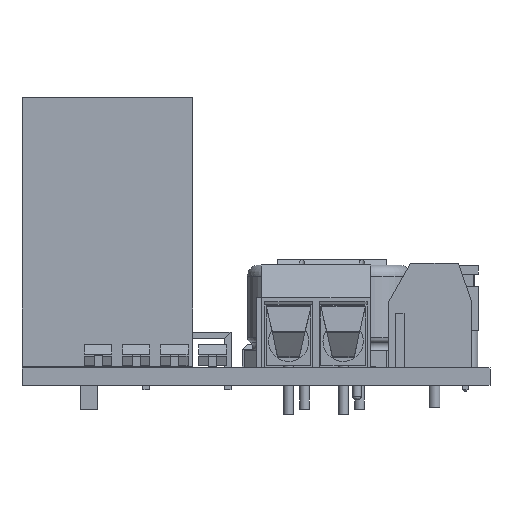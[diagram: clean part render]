
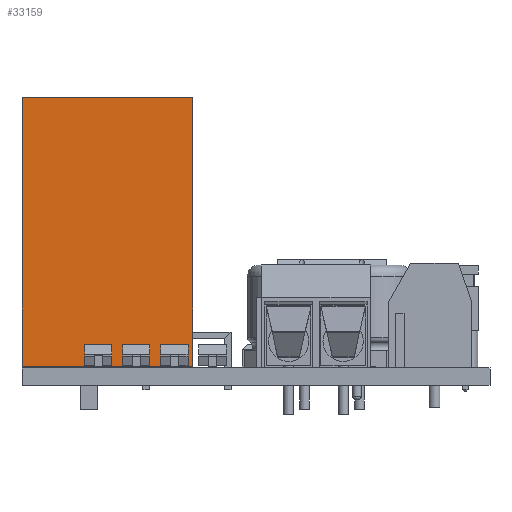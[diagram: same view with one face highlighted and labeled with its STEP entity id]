
A CAD part, front view. The second image highlights one B-rep face of the part: STEP entity #33159.
In plain terms, the highlighted face is planar.
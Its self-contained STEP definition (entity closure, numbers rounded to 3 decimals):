
#2317=FACE_OUTER_BOUND('',#4195,.T.);
#4195=EDGE_LOOP('',(#21591,#21592,#21593,#21594));
#6281=LINE('',#43914,#9873);
#6290=LINE('',#43936,#9882);
#6291=LINE('',#43937,#9883);
#6292=LINE('',#43938,#9884);
#9873=VECTOR('',#36938,24.7);
#9882=VECTOR('',#36953,24.7);
#9883=VECTOR('',#36954,15.7);
#9884=VECTOR('',#36955,15.7);
#13458=VERTEX_POINT('',#43907);
#13461=VERTEX_POINT('',#43912);
#13470=VERTEX_POINT('',#43934);
#13471=VERTEX_POINT('',#43935);
#16677=EDGE_CURVE('',#13461,#13458,#6281,.T.);
#16686=EDGE_CURVE('',#13470,#13471,#6290,.T.);
#16687=EDGE_CURVE('',#13458,#13471,#6291,.T.);
#16688=EDGE_CURVE('',#13461,#13470,#6292,.T.);
#21591=ORIENTED_EDGE('',*,*,#16686,.T.);
#21592=ORIENTED_EDGE('',*,*,#16687,.F.);
#21593=ORIENTED_EDGE('',*,*,#16677,.F.);
#21594=ORIENTED_EDGE('',*,*,#16688,.T.);
#31357=PLANE('',#35211);
#33159=ADVANCED_FACE('',(#2317),#31357,.F.);
#35211=AXIS2_PLACEMENT_3D('',#43933,#36951,#36952);
#36938=DIRECTION('',(0.,1.,0.));
#36951=DIRECTION('center_axis',(-1.,0.,0.));
#36952=DIRECTION('ref_axis',(0.,0.,1.));
#36953=DIRECTION('',(0.,1.,0.));
#36954=DIRECTION('',(0.,0.,-1.));
#36955=DIRECTION('',(0.,0.,-1.));
#43907=CARTESIAN_POINT('',(11.65,12.35,15.7));
#43912=CARTESIAN_POINT('',(11.65,-12.35,15.7));
#43914=CARTESIAN_POINT('',(11.65,-12.35,15.7));
#43933=CARTESIAN_POINT('Origin',(11.65,-12.35,15.7));
#43934=CARTESIAN_POINT('',(11.65,-12.35,0.));
#43935=CARTESIAN_POINT('',(11.65,12.35,0.));
#43936=CARTESIAN_POINT('',(11.65,-12.35,0.));
#43937=CARTESIAN_POINT('',(11.65,12.35,15.7));
#43938=CARTESIAN_POINT('',(11.65,-12.35,15.7));
